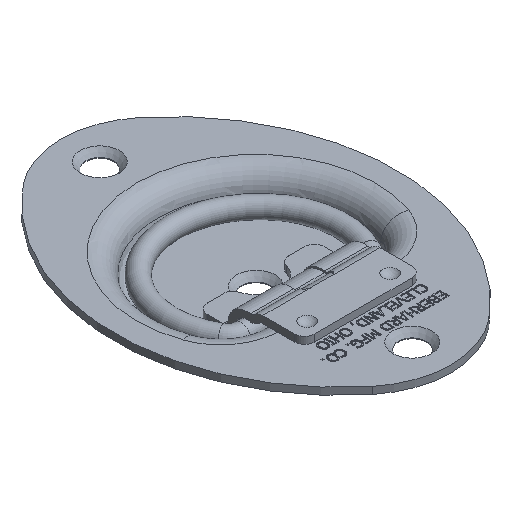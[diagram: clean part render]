
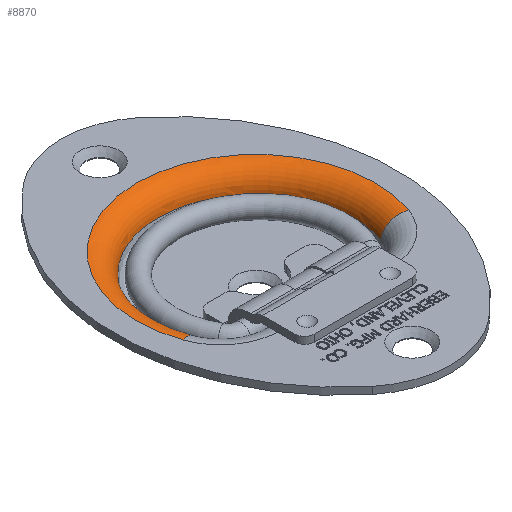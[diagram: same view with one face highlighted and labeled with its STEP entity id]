
A CAD part, isometric view. The second image highlights one B-rep face of the part: STEP entity #8870.
In plain terms, the highlighted toroidal (fillet/blend) face has major radius 38.862 mm and minor radius 7.104 mm.
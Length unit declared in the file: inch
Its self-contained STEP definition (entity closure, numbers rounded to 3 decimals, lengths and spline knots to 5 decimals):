
#40=TOROIDAL_SURFACE('',#9336,1.53,0.2797);
#698=B_SPLINE_CURVE_WITH_KNOTS('',3,(#15435,#15436,#15437,#15438,#15439,
#15440,#15441,#15442,#15443,#15444,#15445,#15446,#15447,#15448,#15449,#15450,
#15451,#15452,#15453,#15454,#15455,#15456,#15457,#15458,#15459,#15460,#15461),
 .UNSPECIFIED.,.F.,.F.,(4,1,1,1,1,1,1,1,1,1,1,1,1,1,1,1,1,1,1,1,1,1,1,1,
4),(-13.49756,-12.73779,-12.35791,-11.97803,
-11.21826,-10.7434,-10.45849,-9.44547,
-8.93895,-8.74901,-8.43244,-8.05256,
-7.41942,-7.1345,-6.84959,-6.27977,
-5.89988,-5.14011,-4.76023,-4.61777,
-4.38034,-3.62058,-3.05075,-3.00327,-2.86081),
 .UNSPECIFIED.);
#1265=FACE_OUTER_BOUND('',#1788,.T.);
#1788=EDGE_LOOP('',(#8106,#8107,#8108,#8109));
#3663=CIRCLE('',#9306,1.53);
#3677=CIRCLE('',#9334,0.2797);
#3679=CIRCLE('',#9337,0.2797);
#4489=VERTEX_POINT('',#15217);
#4491=VERTEX_POINT('',#15220);
#4506=VERTEX_POINT('',#15404);
#4509=VERTEX_POINT('',#15425);
#5707=EDGE_CURVE('',#4491,#4489,#3663,.T.);
#5729=EDGE_CURVE('',#4489,#4509,#3677,.T.);
#5731=EDGE_CURVE('',#4509,#4506,#698,.T.);
#5732=EDGE_CURVE('',#4506,#4491,#3679,.T.);
#8106=ORIENTED_EDGE('',*,*,#5731,.T.);
#8107=ORIENTED_EDGE('',*,*,#5732,.T.);
#8108=ORIENTED_EDGE('',*,*,#5707,.T.);
#8109=ORIENTED_EDGE('',*,*,#5729,.T.);
#8870=ADVANCED_FACE('',(#1265),#40,.T.);
#9306=AXIS2_PLACEMENT_3D('',#15221,#10854,#10855);
#9334=AXIS2_PLACEMENT_3D('',#15432,#10914,#10915);
#9336=AXIS2_PLACEMENT_3D('',#15434,#10918,#10919);
#9337=AXIS2_PLACEMENT_3D('',#15462,#10920,#10921);
#10854=DIRECTION('center_axis',(0.,0.,1.));
#10855=DIRECTION('ref_axis',(1.,0.,0.));
#10914=DIRECTION('center_axis',(0.333,-0.943,0.));
#10915=DIRECTION('ref_axis',(0.,0.,1.));
#10918=DIRECTION('center_axis',(0.,0.,1.));
#10919=DIRECTION('ref_axis',(0.,-1.,0.));
#10920=DIRECTION('center_axis',(-0.333,-0.943,0.));
#10921=DIRECTION('ref_axis',(0.943,-0.333,0.));
#15217=CARTESIAN_POINT('',(1.4425,0.51,0.));
#15220=CARTESIAN_POINT('',(-1.4425,0.51,0.));
#15221=CARTESIAN_POINT('Origin',(0.,0.,0.));
#15404=CARTESIAN_POINT('',(-1.18058,0.4174,-0.24718));
#15425=CARTESIAN_POINT('',(1.18058,0.4174,-0.24718));
#15432=CARTESIAN_POINT('Origin',(1.4425,0.51,-0.2797));
#15434=CARTESIAN_POINT('Origin',(0.,0.,-0.2797));
#15435=CARTESIAN_POINT('Ctrl Pts',(1.18058,0.4174,-0.24718));
#15436=CARTESIAN_POINT('Ctrl Pts',(1.21853,0.31006,-0.24718));
#15437=CARTESIAN_POINT('Ctrl Pts',(1.25344,0.13985,-0.24718));
#15438=CARTESIAN_POINT('Ctrl Pts',(1.2531,-0.08684,
-0.24718));
#15439=CARTESIAN_POINT('Ctrl Pts',(1.2214,-0.31469,
-0.24718));
#15440=CARTESIAN_POINT('Ctrl Pts',(1.13998,-0.54311,
-0.24718));
#15441=CARTESIAN_POINT('Ctrl Pts',(1.01677,-0.73758,-0.24718));
#15442=CARTESIAN_POINT('Ctrl Pts',(0.84614,-0.9401,
-0.24718));
#15443=CARTESIAN_POINT('Ctrl Pts',(0.62367,-1.10461,-0.24718));
#15444=CARTESIAN_POINT('Ctrl Pts',(0.38434,-1.19531,
-0.24718));
#15445=CARTESIAN_POINT('Ctrl Pts',(0.23587,-1.23166,
-0.24718));
#15446=CARTESIAN_POINT('Ctrl Pts',(0.10405,-1.25105,
-0.24718));
#15447=CARTESIAN_POINT('Ctrl Pts',(-0.09445,-1.25576,
-0.24718));
#15448=CARTESIAN_POINT('Ctrl Pts',(-0.28952,-1.22445,
-0.24718));
#15449=CARTESIAN_POINT('Ctrl Pts',(-0.45964,-1.16706,
-0.24718));
#15450=CARTESIAN_POINT('Ctrl Pts',(-0.61543,-1.0965,
-0.24718));
#15451=CARTESIAN_POINT('Ctrl Pts',(-0.77185,-0.99375,
-0.24718));
#15452=CARTESIAN_POINT('Ctrl Pts',(-0.95865,-0.81967,
-0.24718));
#15453=CARTESIAN_POINT('Ctrl Pts',(-1.09251,-0.63045,
-0.24718));
#15454=CARTESIAN_POINT('Ctrl Pts',(-1.16864,-0.455,
-0.24718));
#15455=CARTESIAN_POINT('Ctrl Pts',(-1.20441,-0.34644,
-0.24718));
#15456=CARTESIAN_POINT('Ctrl Pts',(-1.24656,-0.17978,
-0.24718));
#15457=CARTESIAN_POINT('Ctrl Pts',(-1.26305,0.05514,
-0.24718));
#15458=CARTESIAN_POINT('Ctrl Pts',(-1.22795,0.26111,
-0.24718));
#15459=CARTESIAN_POINT('Ctrl Pts',(-1.19643,0.37039,
-0.24718));
#15460=CARTESIAN_POINT('Ctrl Pts',(-1.18766,0.39739,
-0.24718));
#15461=CARTESIAN_POINT('Ctrl Pts',(-1.18058,0.4174,
-0.24718));
#15462=CARTESIAN_POINT('Origin',(-1.4425,0.51,-0.2797));
